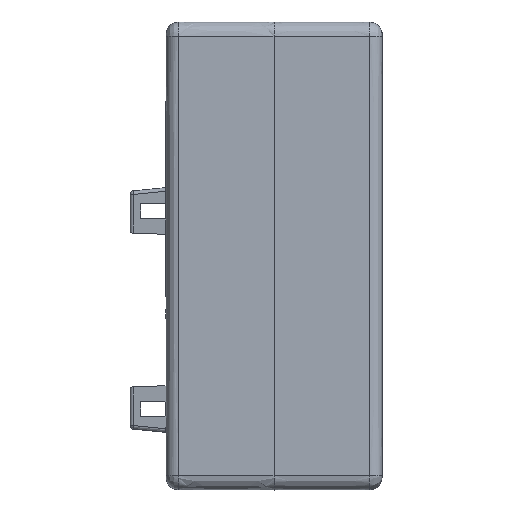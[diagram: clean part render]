
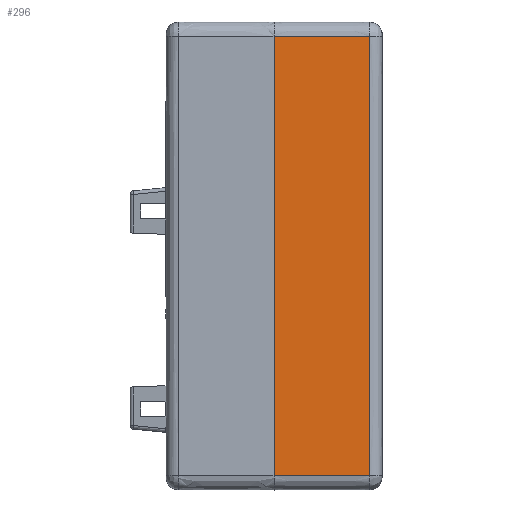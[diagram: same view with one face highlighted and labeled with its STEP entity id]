
A CAD part, left-side view. The second image highlights one B-rep face of the part: STEP entity #296.
In plain terms, the highlighted free-form (B-spline) face has degree [1, 1] with [2, 2] control points.
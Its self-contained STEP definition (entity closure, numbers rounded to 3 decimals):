
#296=ADVANCED_FACE('',(#529),#3013,.T.);
#529=FACE_OUTER_BOUND('',#764,.T.);
#764=EDGE_LOOP('',(#1538,#1539,#1540,#1541));
#1538=ORIENTED_EDGE('',*,*,#2260,.F.);
#1539=ORIENTED_EDGE('',*,*,#2259,.F.);
#1540=ORIENTED_EDGE('',*,*,#2294,.F.);
#1541=ORIENTED_EDGE('',*,*,#2288,.F.);
#2259=EDGE_CURVE('',#2696,#2697,#3367,.T.);
#2260=EDGE_CURVE('',#2697,#2705,#3368,.T.);
#2288=EDGE_CURVE('',#2705,#2712,#3384,.T.);
#2294=EDGE_CURVE('',#2712,#2696,#3390,.T.);
#2696=VERTEX_POINT('',#8825);
#2697=VERTEX_POINT('',#8826);
#2705=VERTEX_POINT('',#8834);
#2712=VERTEX_POINT('',#8841);
#3013=B_SPLINE_SURFACE_WITH_KNOTS('',1,1,((#7918,#7919),(#7920,#7921)),.UNSPECIFIED.,
.F.,.F.,.F.,(2,2),(2,2),(2.,63.),(15.,28.2),.UNSPECIFIED.);
#3367=B_SPLINE_CURVE_WITH_KNOTS('',3,(#6112,#6113,#6114,#6115),.UNSPECIFIED.,
.F.,.F.,(4,4),(-63.,-2.),.UNSPECIFIED.);
#3368=B_SPLINE_CURVE_WITH_KNOTS('',3,(#6116,#6117,#6118,#6119),.UNSPECIFIED.,
.F.,.F.,(4,4),(-28.2,-15.),.UNSPECIFIED.);
#3384=B_SPLINE_CURVE_WITH_KNOTS('',3,(#6414,#6415,#6416,#6417),.UNSPECIFIED.,
.F.,.F.,(4,4),(2.,63.),.UNSPECIFIED.);
#3390=B_SPLINE_CURVE_WITH_KNOTS('',3,(#6438,#6439,#6440,#6441),.UNSPECIFIED.,
.F.,.F.,(4,4),(-15.,-1.8),.UNSPECIFIED.);
#6112=CARTESIAN_POINT('',(0.,1.8,63.));
#6113=CARTESIAN_POINT('',(0.,1.8,42.667));
#6114=CARTESIAN_POINT('',(0.,1.8,22.333));
#6115=CARTESIAN_POINT('',(0.,1.8,2.));
#6116=CARTESIAN_POINT('',(0.,1.8,2.));
#6117=CARTESIAN_POINT('',(0.,6.2,2.));
#6118=CARTESIAN_POINT('',(0.,10.6,2.));
#6119=CARTESIAN_POINT('',(0.,15.,2.));
#6414=CARTESIAN_POINT('',(0.,15.,2.));
#6415=CARTESIAN_POINT('',(0.,15.,22.333));
#6416=CARTESIAN_POINT('',(0.,15.,42.667));
#6417=CARTESIAN_POINT('',(0.,15.,63.));
#6438=CARTESIAN_POINT('',(0.,15.,63.));
#6439=CARTESIAN_POINT('',(0.,10.6,63.));
#6440=CARTESIAN_POINT('',(0.,6.2,63.));
#6441=CARTESIAN_POINT('',(0.,1.8,63.));
#7918=CARTESIAN_POINT('',(0.,15.,63.));
#7919=CARTESIAN_POINT('',(0.,1.8,63.));
#7920=CARTESIAN_POINT('',(0.,15.,2.));
#7921=CARTESIAN_POINT('',(0.,1.8,2.));
#8825=CARTESIAN_POINT('',(0.,1.8,63.));
#8826=CARTESIAN_POINT('',(0.,1.8,2.));
#8834=CARTESIAN_POINT('',(0.,15.,2.));
#8841=CARTESIAN_POINT('',(0.,15.,63.));
